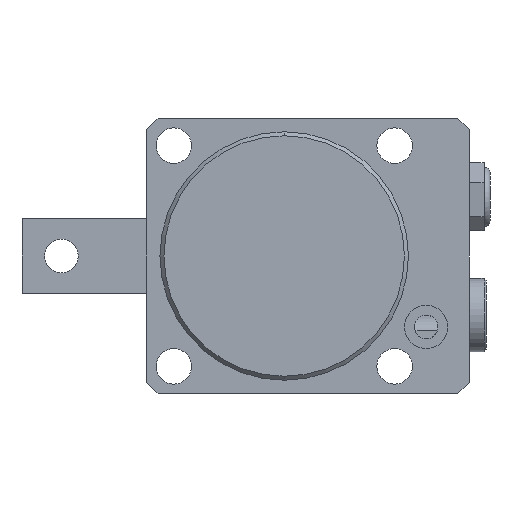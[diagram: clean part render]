
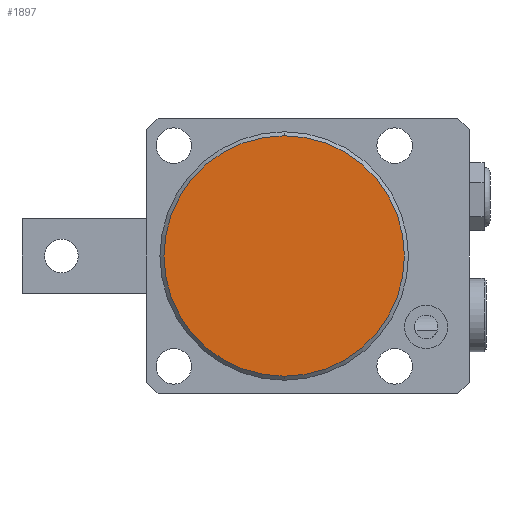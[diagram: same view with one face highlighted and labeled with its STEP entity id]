
A CAD part, front view. The second image highlights one B-rep face of the part: STEP entity #1897.
In plain terms, the highlighted planar face has unit normal (0, -1, 0).
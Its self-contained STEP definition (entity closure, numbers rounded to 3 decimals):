
#327 = AXIS2_PLACEMENT_3D ( 'NONE', #4516, #1933, #4955 ) ;
#363 = AXIS2_PLACEMENT_3D ( 'NONE', #2117, #2174, #866 ) ;
#443 = CARTESIAN_POINT ( 'NONE',  ( 18.968, -54., 37.315 ) ) ;
#729 = CIRCLE ( 'NONE', #327, 30.5 ) ;
#795 = DIRECTION ( 'NONE',  ( 0., 0., -1. ) ) ;
#866 = DIRECTION ( 'NONE',  ( 0., 0., -1. ) ) ;
#1069 = AXIS2_PLACEMENT_3D ( 'NONE', #5555, #1235, #795 ) ;
#1118 = EDGE_CURVE ( 'NONE', #2940, #1461, #3021, .T. ) ;
#1235 = DIRECTION ( 'NONE',  ( 0., -1., 0. ) ) ;
#1461 = VERTEX_POINT ( 'NONE', #4724 ) ;
#1897 = ADVANCED_FACE ( 'NONE', ( #3682 ), #4261, .T. ) ;
#1933 = DIRECTION ( 'NONE',  ( 0., -1., 0. ) ) ;
#2117 = CARTESIAN_POINT ( 'NONE',  ( 18.968, -54., 6.815 ) ) ;
#2174 = DIRECTION ( 'NONE',  ( 0., -1., 0. ) ) ;
#2940 = VERTEX_POINT ( 'NONE', #443 ) ;
#3021 = CIRCLE ( 'NONE', #1069, 30.5 ) ;
#3682 = FACE_OUTER_BOUND ( 'NONE', #4822, .T. ) ;
#4206 = EDGE_CURVE ( 'NONE', #1461, #2940, #729, .T. ) ;
#4261 = PLANE ( 'NONE',  #363 ) ;
#4516 = CARTESIAN_POINT ( 'NONE',  ( 18.968, -54., 6.815 ) ) ;
#4724 = CARTESIAN_POINT ( 'NONE',  ( 18.968, -54., -23.685 ) ) ;
#4822 = EDGE_LOOP ( 'NONE', ( #4841, #5410 ) ) ;
#4841 = ORIENTED_EDGE ( 'NONE', *, *, #1118, .T. ) ;
#4955 = DIRECTION ( 'NONE',  ( 0., 0., -1. ) ) ;
#5410 = ORIENTED_EDGE ( 'NONE', *, *, #4206, .T. ) ;
#5555 = CARTESIAN_POINT ( 'NONE',  ( 18.968, -54., 6.815 ) ) ;
